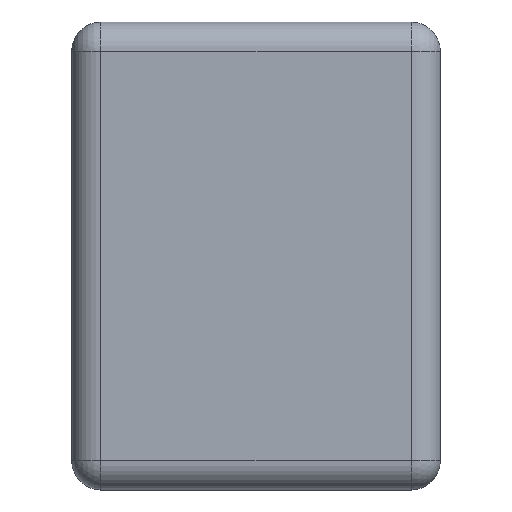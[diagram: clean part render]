
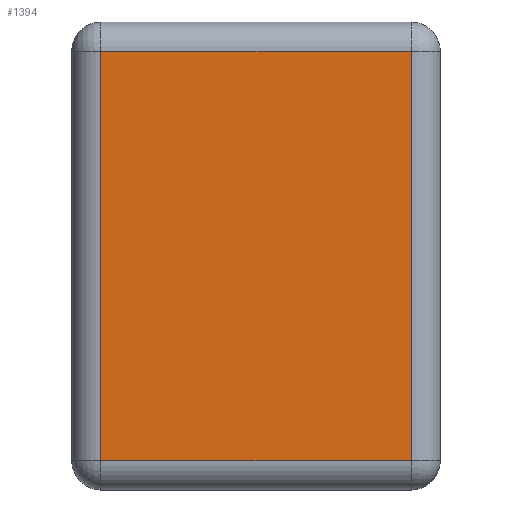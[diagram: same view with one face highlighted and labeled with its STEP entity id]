
A CAD part, left-side view. The second image highlights one B-rep face of the part: STEP entity #1394.
In plain terms, the highlighted planar face has unit normal (-1, 0, 0).
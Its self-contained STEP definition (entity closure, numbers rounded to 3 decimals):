
#897 = FACE_OUTER_BOUND ( 'NONE', #1395, .T. ) ;
#914 = LINE ( 'NONE', #968, #967 ) ;
#915 = CARTESIAN_POINT ( 'NONE',  ( -0.75, 0.58, -0.35 ) ) ;
#916 = DIRECTION ( 'NONE',  ( 0., 0., -1. ) ) ;
#917 = VECTOR ( 'NONE', #916, 1000. ) ;
#918 = CARTESIAN_POINT ( 'NONE',  ( -0.75, 0.58, 0.4 ) ) ;
#919 = LINE ( 'NONE', #918, #917 ) ;
#920 = CARTESIAN_POINT ( 'NONE',  ( -0.75, 0.58, 0.35 ) ) ;
#921 = CARTESIAN_POINT ( 'NONE',  ( -0.75, 0.05, 0.35 ) ) ;
#922 = DIRECTION ( 'NONE',  ( 0., 1., 0. ) ) ;
#923 = VECTOR ( 'NONE', #922, 1000. ) ;
#924 = CARTESIAN_POINT ( 'NONE',  ( -0.75, 0.63, 0.35 ) ) ;
#925 = LINE ( 'NONE', #924, #923 ) ;
#926 = DIRECTION ( 'NONE',  ( 0., 0., -1. ) ) ;
#927 = DIRECTION ( 'NONE',  ( 1., 0., 0. ) ) ;
#928 = CARTESIAN_POINT ( 'NONE',  ( -0.75, 0.63, 0.4 ) ) ;
#929 = AXIS2_PLACEMENT_3D ( 'NONE', #928, #927, #926 ) ;
#930 = PLANE ( 'NONE',  #929 ) ;
#966 = DIRECTION ( 'NONE',  ( 0., -1., 0. ) ) ;
#967 = VECTOR ( 'NONE', #966, 1000. ) ;
#968 = CARTESIAN_POINT ( 'NONE',  ( -0.75, 0.63, -0.35 ) ) ;
#1121 = DIRECTION ( 'NONE',  ( 0., 0., 1. ) ) ;
#1122 = VECTOR ( 'NONE', #1121, 1000. ) ;
#1123 = CARTESIAN_POINT ( 'NONE',  ( -0.75, 0.05, 0.4 ) ) ;
#1124 = LINE ( 'NONE', #1123, #1122 ) ;
#1126 = CARTESIAN_POINT ( 'NONE',  ( -0.75, 0.05, -0.35 ) ) ;
#1394 = ADVANCED_FACE ( 'NONE', ( #897 ), #930, .F. ) ;
#1395 = EDGE_LOOP ( 'NONE', ( #1396, #1400, #1403, #1455 ) ) ;
#1396 = ORIENTED_EDGE ( 'NONE', *, *, #1397, .T. ) ;
#1397 = EDGE_CURVE ( 'NONE', #1398, #1399, #925, .T. ) ;
#1398 = VERTEX_POINT ( 'NONE', #921 ) ;
#1399 = VERTEX_POINT ( 'NONE', #920 ) ;
#1400 = ORIENTED_EDGE ( 'NONE', *, *, #1401, .T. ) ;
#1401 = EDGE_CURVE ( 'NONE', #1399, #1402, #919, .T. ) ;
#1402 = VERTEX_POINT ( 'NONE', #915 ) ;
#1403 = ORIENTED_EDGE ( 'NONE', *, *, #1404, .T. ) ;
#1404 = EDGE_CURVE ( 'NONE', #1402, #1454, #914, .T. ) ;
#1454 = VERTEX_POINT ( 'NONE', #1126 ) ;
#1455 = ORIENTED_EDGE ( 'NONE', *, *, #1456, .T. ) ;
#1456 = EDGE_CURVE ( 'NONE', #1454, #1398, #1124, .T. ) ;
